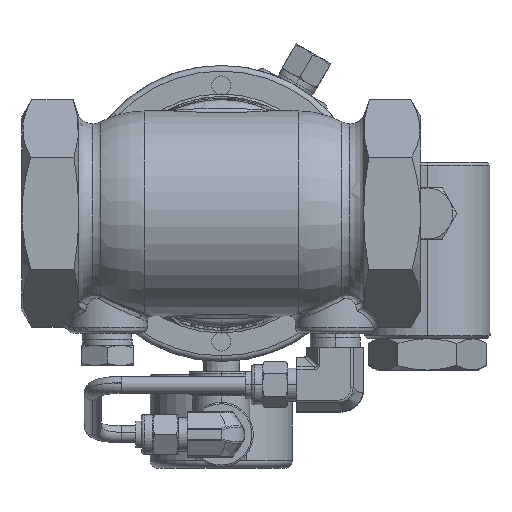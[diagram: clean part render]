
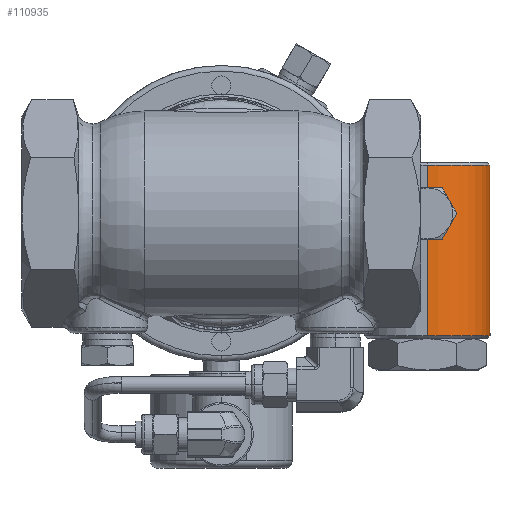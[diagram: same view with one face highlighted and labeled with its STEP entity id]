
A CAD part, front view. The second image highlights one B-rep face of the part: STEP entity #110935.
In plain terms, the highlighted cylindrical face has radius 17.462 mm (diameter 34.925 mm), a partial arc.
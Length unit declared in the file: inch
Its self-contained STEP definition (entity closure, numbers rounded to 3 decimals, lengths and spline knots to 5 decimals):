
#376 = B_SPLINE_CURVE_WITH_KNOTS ( 'NONE', 3,
 ( #103763, #126240, #81785, #709, #36362, #104271, #114297, #12720, #116290, #47853, #82277, #138234, #80801, #69807, #13712, #92769, #34332, #35329, #45843, #68810, #24202, #103253, #140739, #26210 ),
 .UNSPECIFIED., .F., .F.,
 ( 4, 2, 2, 2, 2, 2, 2, 2, 2, 2, 2, 4 ),
 ( 0.02484, 0.02607, 0.02669, 0.02731, 0.02854, 0.02916, 0.02977, 0.03101, 0.03224, 0.03286, 0.03347, 0.03471 ),
 .UNSPECIFIED. ) ;
#709 = CARTESIAN_POINT ( 'NONE',  ( 2.31813, 3.39348, -0.95963 ) ) ;
#11747 = CARTESIAN_POINT ( 'NONE',  ( 2.41209, 3.37925, -0.52289 ) ) ;
#12720 = CARTESIAN_POINT ( 'NONE',  ( 2.37153, 3.3871, -0.94066 ) ) ;
#13262 = CARTESIAN_POINT ( 'NONE',  ( 2.48244, 3.3594, -0.60911 ) ) ;
#13712 = CARTESIAN_POINT ( 'NONE',  ( 2.45722, 3.36744, -0.86963 ) ) ;
#20606 = CYLINDRICAL_SURFACE ( 'NONE', #31103, 0.6875 ) ;
#21323 = VERTEX_POINT ( 'NONE', #36621 ) ;
#23253 = CARTESIAN_POINT ( 'NONE',  ( 2.42437, 3.37634, -0.53305 ) ) ;
#24202 = CARTESIAN_POINT ( 'NONE',  ( 2.50117, 3.35272, -0.77523 ) ) ;
#24249 = CARTESIAN_POINT ( 'NONE',  ( 2.32618, 3.39291, -0.48 ) ) ;
#26210 = CARTESIAN_POINT ( 'NONE',  ( 2.50748, 3.35034, -0.719 ) ) ;
#28895 = ORIENTED_EDGE ( 'NONE', *, *, #117232, .F. ) ;
#29867 = DIRECTION ( 'NONE',  ( 0., 1., 0. ) ) ;
#31103 = AXIS2_PLACEMENT_3D ( 'NONE', #121347, #134247, #29867 ) ;
#34332 = CARTESIAN_POINT ( 'NONE',  ( 2.48261, 3.35934, -0.82852 ) ) ;
#34381 = CARTESIAN_POINT ( 'NONE',  ( 2.50585, 3.35097, -0.6863 ) ) ;
#34873 = CARTESIAN_POINT ( 'NONE',  ( 2.38561, 3.38464, -0.50499 ) ) ;
#35329 = CARTESIAN_POINT ( 'NONE',  ( 2.49178, 3.35613, -0.80629 ) ) ;
#35895 = CARTESIAN_POINT ( 'NONE',  ( 2.26175, 3.39575, -0.47191 ) ) ;
#36362 = CARTESIAN_POINT ( 'NONE',  ( 2.32597, 3.39279, -0.95764 ) ) ;
#36621 = CARTESIAN_POINT ( 'NONE',  ( 2.26175, 3.39575, -1.344 ) ) ;
#36827 = FACE_OUTER_BOUND ( 'NONE', #148004, .T. ) ;
#37377 = ORIENTED_EDGE ( 'NONE', *, *, #95700, .T. ) ;
#40693 = CARTESIAN_POINT ( 'NONE',  ( 2.26175, 3.39575, -0.47191 ) ) ;
#45843 = CARTESIAN_POINT ( 'NONE',  ( 2.49449, 3.35516, -0.79871 ) ) ;
#45898 = CARTESIAN_POINT ( 'NONE',  ( 2.49485, 3.35506, -0.63912 ) ) ;
#46404 = CARTESIAN_POINT ( 'NONE',  ( 2.29417, 3.39503, -0.47393 ) ) ;
#46572 = LINE ( 'NONE', #144238, #105649 ) ;
#46882 = ORIENTED_EDGE ( 'NONE', *, *, #100451, .T. ) ;
#47853 = CARTESIAN_POINT ( 'NONE',  ( 2.40557, 3.38057, -0.91952 ) ) ;
#54183 = EDGE_CURVE ( 'NONE', #61264, #88330, #376, .T. ) ;
#55078 = DIRECTION ( 'NONE',  ( 0., -1., 0. ) ) ;
#56607 = CARTESIAN_POINT ( 'NONE',  ( 2.26175, 3.39575, 0.531 ) ) ;
#56840 = DIRECTION ( 'NONE',  ( 0., 0., -1. ) ) ;
#58318 = CARTESIAN_POINT ( 'NONE',  ( 2.49952, 3.35333, -0.65455 ) ) ;
#61264 = VERTEX_POINT ( 'NONE', #125880 ) ;
#68759 = CARTESIAN_POINT ( 'NONE',  ( 2.26175, 2.02075, -1.375 ) ) ;
#68810 = CARTESIAN_POINT ( 'NONE',  ( 2.49918, 3.35346, -0.7832 ) ) ;
#68857 = CARTESIAN_POINT ( 'NONE',  ( 2.26984, 3.39575, -0.47191 ) ) ;
#69807 = CARTESIAN_POINT ( 'NONE',  ( 2.44712, 3.37039, -0.882 ) ) ;
#69859 = CARTESIAN_POINT ( 'NONE',  ( 2.37123, 3.38714, -0.49719 ) ) ;
#70796 = VECTOR ( 'NONE', #92223, 39.37008 ) ;
#71280 = VECTOR ( 'NONE', #118973, 39.37008 ) ;
#71645 = CIRCLE ( 'NONE', #87429, 0.6875 ) ;
#79829 = CARTESIAN_POINT ( 'NONE',  ( 2.30231, 3.3946, -0.47516 ) ) ;
#80801 = CARTESIAN_POINT ( 'NONE',  ( 2.43031, 3.37479, -0.89899 ) ) ;
#81342 = CARTESIAN_POINT ( 'NONE',  ( 2.27794, 3.39561, -0.47231 ) ) ;
#81554 = LINE ( 'NONE', #68759, #70796 ) ;
#81785 = CARTESIAN_POINT ( 'NONE',  ( 2.29437, 3.39516, -0.96444 ) ) ;
#81836 = CARTESIAN_POINT ( 'NONE',  ( 2.50748, 3.35034, -0.719 ) ) ;
#82277 = CARTESIAN_POINT ( 'NONE',  ( 2.41206, 3.37915, -0.91465 ) ) ;
#83012 = CARTESIAN_POINT ( 'NONE',  ( 2.26175, 3.39575, -1.375 ) ) ;
#83377 = B_SPLINE_CURVE_WITH_KNOTS ( 'NONE', 3,
 ( #81836, #115360, #34381, #58318, #45898, #13262, #125815, #104816, #138288, #103298, #91838, #23253, #11747, #34873, #69859, #125321, #24249, #79829, #46404, #81342, #68857, #35895 ),
 .UNSPECIFIED., .F., .F.,
 ( 4, 2, 2, 2, 2, 2, 2, 2, 2, 2, 4 ),
 ( 0.03471, 0.03594, 0.03717, 0.03841, 0.03902, 0.03964, 0.04087, 0.0421, 0.04334, 0.04395, 0.04457 ),
 .UNSPECIFIED. ) ;
#87429 = AXIS2_PLACEMENT_3D ( 'NONE', #146856, #56840, #148339 ) ;
#87556 = CARTESIAN_POINT ( 'NONE',  ( 2.26175, 2.70825, -1.344 ) ) ;
#88330 = VERTEX_POINT ( 'NONE', #102478 ) ;
#89838 = EDGE_CURVE ( 'NONE', #88330, #123775, #83377, .T. ) ;
#91838 = CARTESIAN_POINT ( 'NONE',  ( 2.44135, 3.3719, -0.55016 ) ) ;
#92223 = DIRECTION ( 'NONE',  ( 0., 0., 1. ) ) ;
#92769 = CARTESIAN_POINT ( 'NONE',  ( 2.4751, 3.36188, -0.84267 ) ) ;
#95700 = EDGE_CURVE ( 'NONE', #108340, #128264, #71645, .T. ) ;
#96083 = EDGE_CURVE ( 'NONE', #21323, #61264, #46572, .T. ) ;
#100451 = EDGE_CURVE ( 'NONE', #112897, #21323, #131760, .T. ) ;
#102478 = CARTESIAN_POINT ( 'NONE',  ( 2.50748, 3.35034, -0.719 ) ) ;
#103253 = CARTESIAN_POINT ( 'NONE',  ( 2.50591, 3.35094, -0.75131 ) ) ;
#103298 = CARTESIAN_POINT ( 'NONE',  ( 2.44676, 3.37041, -0.55617 ) ) ;
#103763 = CARTESIAN_POINT ( 'NONE',  ( 2.26175, 3.39575, -0.96609 ) ) ;
#104271 = CARTESIAN_POINT ( 'NONE',  ( 2.3415, 3.39115, -0.95286 ) ) ;
#104816 = CARTESIAN_POINT ( 'NONE',  ( 2.4616, 3.36608, -0.57499 ) ) ;
#105649 = VECTOR ( 'NONE', #142741, 39.37008 ) ;
#108340 = VERTEX_POINT ( 'NONE', #56607 ) ;
#110935 = ADVANCED_FACE ( 'NONE', ( #36827 ), #20606, .T. ) ;
#112897 = VERTEX_POINT ( 'NONE', #146347 ) ;
#114297 = CARTESIAN_POINT ( 'NONE',  ( 2.34919, 3.39021, -0.95006 ) ) ;
#115360 = CARTESIAN_POINT ( 'NONE',  ( 2.50748, 3.35034, -0.70278 ) ) ;
#116290 = CARTESIAN_POINT ( 'NONE',  ( 2.38561, 3.38464, -0.93302 ) ) ;
#117232 = EDGE_CURVE ( 'NONE', #112897, #128264, #81554, .T. ) ;
#118973 = DIRECTION ( 'NONE',  ( 0., 0., 1. ) ) ;
#121347 = CARTESIAN_POINT ( 'NONE',  ( 2.26175, 2.70825, -1.375 ) ) ;
#123034 = DIRECTION ( 'NONE',  ( 0., 0., 1. ) ) ;
#123775 = VERTEX_POINT ( 'NONE', #40693 ) ;
#125321 = CARTESIAN_POINT ( 'NONE',  ( 2.34154, 3.39127, -0.48474 ) ) ;
#125815 = CARTESIAN_POINT ( 'NONE',  ( 2.47484, 3.36196, -0.5949 ) ) ;
#125880 = CARTESIAN_POINT ( 'NONE',  ( 2.26175, 3.39575, -0.96609 ) ) ;
#126240 = CARTESIAN_POINT ( 'NONE',  ( 2.27813, 3.39575, -0.96609 ) ) ;
#126289 = ORIENTED_EDGE ( 'NONE', *, *, #96083, .T. ) ;
#126901 = ORIENTED_EDGE ( 'NONE', *, *, #89838, .T. ) ;
#127554 = EDGE_CURVE ( 'NONE', #123775, #108340, #133892, .T. ) ;
#128264 = VERTEX_POINT ( 'NONE', #132704 ) ;
#128743 = ORIENTED_EDGE ( 'NONE', *, *, #54183, .T. ) ;
#131760 = CIRCLE ( 'NONE', #135564, 0.6875 ) ;
#132704 = CARTESIAN_POINT ( 'NONE',  ( 2.26175, 2.02075, 0.531 ) ) ;
#133892 = LINE ( 'NONE', #83012, #71280 ) ;
#134247 = DIRECTION ( 'NONE',  ( 0., 0., 1. ) ) ;
#135564 = AXIS2_PLACEMENT_3D ( 'NONE', #87556, #123034, #55078 ) ;
#137630 = ORIENTED_EDGE ( 'NONE', *, *, #127554, .T. ) ;
#138234 = CARTESIAN_POINT ( 'NONE',  ( 2.42442, 3.37626, -0.90439 ) ) ;
#138288 = CARTESIAN_POINT ( 'NONE',  ( 2.45687, 3.3675, -0.56857 ) ) ;
#140739 = CARTESIAN_POINT ( 'NONE',  ( 2.50748, 3.35034, -0.73522 ) ) ;
#142741 = DIRECTION ( 'NONE',  ( 0., 0., 1. ) ) ;
#144238 = CARTESIAN_POINT ( 'NONE',  ( 2.26175, 3.39575, -1.375 ) ) ;
#146347 = CARTESIAN_POINT ( 'NONE',  ( 2.26175, 2.02075, -1.344 ) ) ;
#146856 = CARTESIAN_POINT ( 'NONE',  ( 2.26175, 2.70825, 0.531 ) ) ;
#148004 = EDGE_LOOP ( 'NONE', ( #28895, #46882, #126289, #128743, #126901, #137630, #37377 ) ) ;
#148339 = DIRECTION ( 'NONE',  ( 0., -1., 0. ) ) ;
